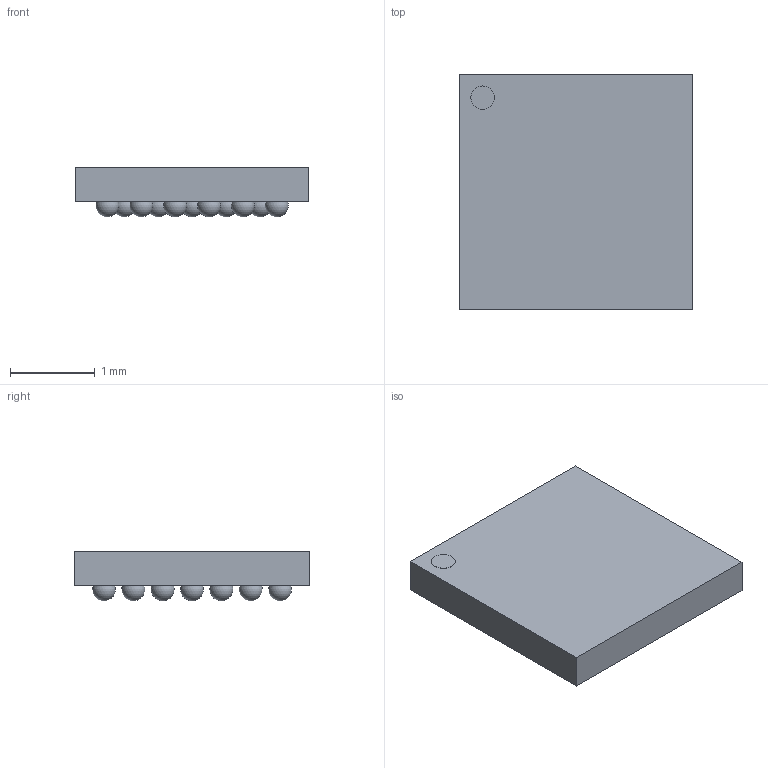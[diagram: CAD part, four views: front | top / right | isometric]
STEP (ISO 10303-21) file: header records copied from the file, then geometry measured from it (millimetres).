
FILE_DESCRIPTION(/* description */ ('model of ST_WLCSP-39_2.76x2.78mm_Layout11x7_P0.4mm_Stagger'),/* implementation_level */ '2;1');
FILE_NAME(/* name */ 'ST_WLCSP-39_2.76x2.78mm_Layout11x7_P0.4mm_Stagger.step',/* time_stamp */ '1970-01-01T00:00:00',/* author */ ('KiCAD','kicad'),/* organization */ ('OCCT'),/* preprocessor_version */ '',/* originating_system */ 'KiCAD',/* authorisation */ '');
FILE_SCHEMA(('AUTOMOTIVE_DESIGN { 1 0 10303 214 1 1 1 1 }'));
Length unit declared in the file: millimetre
Products named in the file (1): ST_WLCSP-39_2.76x2.78mm_Layout11x7_P0.4mm_Stagger
Bounding box: 2.76 x 2.78 x 0.59 mm (x, y, z)
Volume: 3.4 mm3; surface area: 23.7 mm2
Topology: 1 solids, 1 shells, 47 faces, 132 edges, 88 vertices
Faces by surface type: sphere 39, plane 7, cylinder 1
Full cylindrical faces by diameter (mm): 0.278 x1
Entity records: 1116 total; most frequent: CARTESIAN_POINT 169, ORIENTED_EDGE 140, AXIS2_PLACEMENT_3D 127, EDGE_CURVE 93, VERTEX_POINT 88, FACE_BOUND 87, EDGE_LOOP 87, CIRCLE 80
